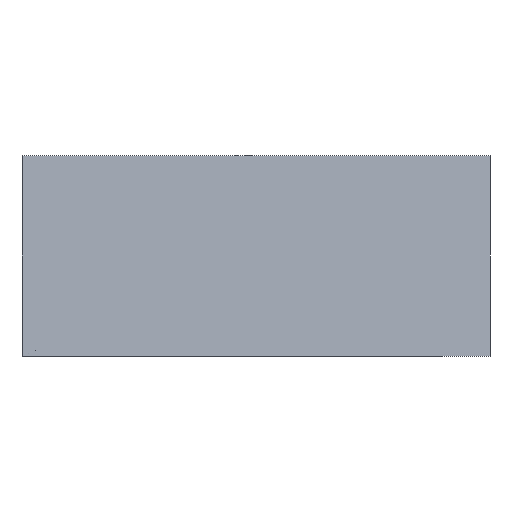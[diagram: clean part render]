
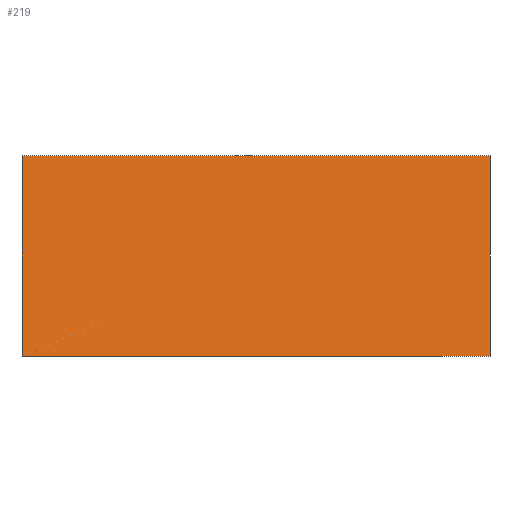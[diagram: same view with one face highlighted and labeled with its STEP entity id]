
A CAD part, left-side view. The second image highlights one B-rep face of the part: STEP entity #219.
In plain terms, the highlighted planar face has unit normal (-0.962, -0.275, 0).
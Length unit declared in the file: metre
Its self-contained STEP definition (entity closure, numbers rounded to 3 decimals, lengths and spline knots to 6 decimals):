
#20=ORIENTED_EDGE('',*,*,#80,.T.);
#21=ORIENTED_EDGE('',*,*,#81,.F.);
#22=ORIENTED_EDGE('',*,*,#82,.F.);
#23=ORIENTED_EDGE('',*,*,#76,.T.);
#76=EDGE_CURVE('',#107,#106,#126,.T.);
#80=EDGE_CURVE('',#106,#110,#130,.T.);
#81=EDGE_CURVE('',#111,#110,#131,.T.);
#82=EDGE_CURVE('',#107,#111,#132,.T.);
#106=VERTEX_POINT('',#321);
#107=VERTEX_POINT('',#323);
#110=VERTEX_POINT('',#331);
#111=VERTEX_POINT('',#333);
#126=LINE('',#322,#156);
#130=LINE('',#330,#160);
#131=LINE('',#332,#161);
#132=LINE('',#334,#162);
#156=VECTOR('',#263,1.);
#160=VECTOR('',#269,1.);
#161=VECTOR('',#270,1.);
#162=VECTOR('',#271,1.);
#183=EDGE_LOOP('',(#20,#21,#22,#23));
#195=FACE_BOUND('',#183,.T.);
#207=PLANE('',#244);
#219=ADVANCED_FACE('',(#195),#207,.F.);
#244=AXIS2_PLACEMENT_3D('',#329,#267,#268);
#263=DIRECTION('',(0.,0.,-1.));
#267=DIRECTION('',(0.962,0.275,0.));
#268=DIRECTION('',(-0.275,0.962,0.));
#269=DIRECTION('',(0.275,-0.962,0.));
#270=DIRECTION('',(0.,0.,-1.));
#271=DIRECTION('',(0.275,-0.962,0.));
#321=CARTESIAN_POINT('',(-0.02,-0.1725,0.005));
#322=CARTESIAN_POINT('',(-0.02,-0.1725,0.035));
#323=CARTESIAN_POINT('',(-0.02,-0.1725,0.035));
#329=CARTESIAN_POINT('',(-0.01,-0.2075,0.035));
#330=CARTESIAN_POINT('',(-0.01,-0.2075,0.005));
#331=CARTESIAN_POINT('',(0.,-0.2425,0.005));
#332=CARTESIAN_POINT('',(0.,-0.2425,0.035));
#333=CARTESIAN_POINT('',(0.,-0.2425,0.035));
#334=CARTESIAN_POINT('',(-0.01,-0.2075,0.035));
